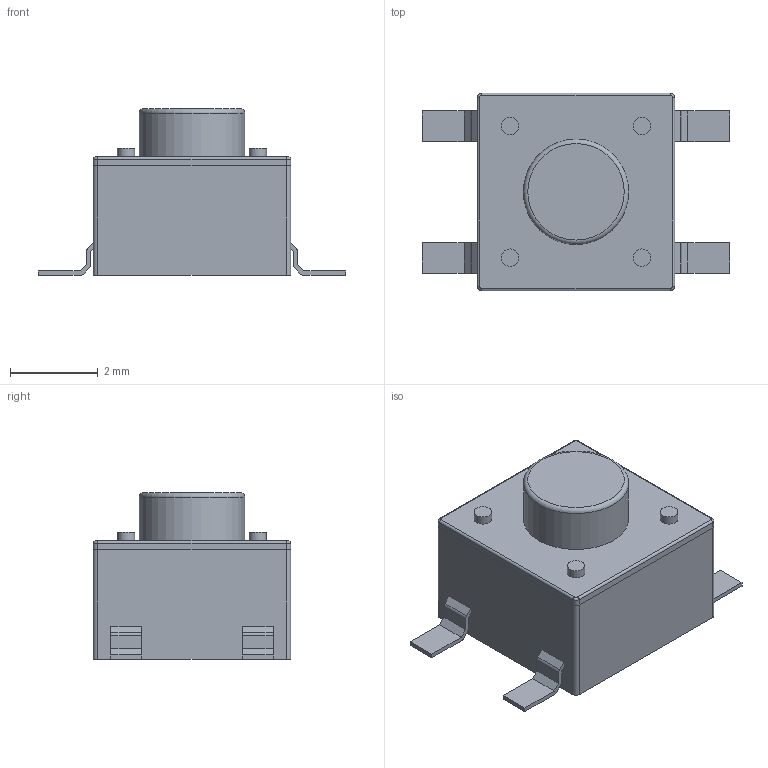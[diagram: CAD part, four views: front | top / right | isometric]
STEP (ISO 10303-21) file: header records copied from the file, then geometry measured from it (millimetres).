
FILE_DESCRIPTION(/* description */ (''),/* implementation_level */ '2;1');
FILE_NAME(/* name */ 'K2-1109SP-A4SA-04.step',/* time_stamp */ '2024-02-12T12:01:45+01:00',/* author */ (''),/* organization */ (''),/* preprocessor_version */ 'ST-DEVELOPER v20',/* originating_system */ 'Autodesk Translation Framework v12.20.1.177',/* authorisation */ '');
FILE_SCHEMA (('AUTOMOTIVE_DESIGN { 1 0 10303 214 3 1 1 }'));
Length unit declared in the file: millimetre
Products named in the file (1): (Unsaved)
Bounding box: 7 x 4.5 x 3.8 mm (x, y, z)
Volume: 60.2 mm3; surface area: 159.6 mm2
Topology: 11 solids, 11 shells, 104 faces, 237 edges, 155 vertices
Faces by surface type: plane 70, cylinder 29, bspline 4, torus 1
Full cylindrical faces by diameter (mm): 0.4 x4, 2.4 x1
Entity records: 2973 total; most frequent: CARTESIAN_POINT 529, DIRECTION 503, ORIENTED_EDGE 474, EDGE_CURVE 237, LINE 173, VECTOR 173, AXIS2_PLACEMENT_3D 165, VERTEX_POINT 155
